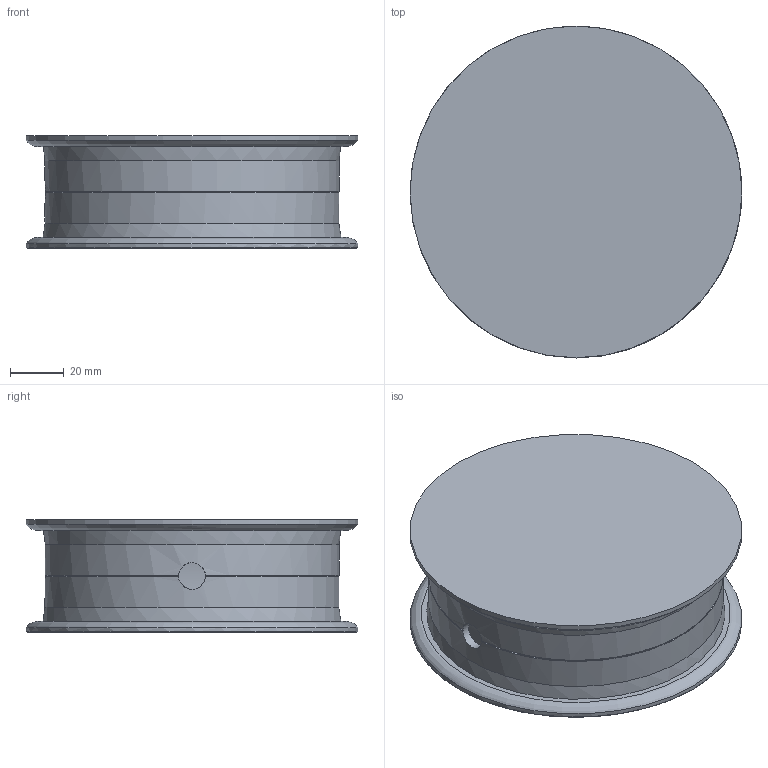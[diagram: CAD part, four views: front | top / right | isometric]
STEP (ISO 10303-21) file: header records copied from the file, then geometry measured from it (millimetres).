
FILE_DESCRIPTION(/* description */ (''),/* implementation_level */ '2;1');
FILE_NAME(/* name */ '7Rim_diy.step',/* time_stamp */ '2021-10-18T12:51:04-07:00',/* author */ (''),/* organization */ (''),/* preprocessor_version */ 'ST-DEVELOPER v18.1',/* originating_system */ 'Autodesk Translation Framework v10.10.0.1391',/* authorisation */ '');
FILE_SCHEMA (('AUTOMOTIVE_DESIGN { 1 0 10303 214 3 1 1 }'));
Length unit declared in the file: millimetre
Products named in the file (2): 7Rim_diy; Outer_rim
Assembly tree (1 placements, depth 2):
  7Rim_diy
    Outer_rim
Bounding box: 124 x 124 x 42 mm (x, y, z)
Volume: 418644.1 mm3; surface area: 42641.5 mm2
Topology: 1 solids, 1 shells, 17 faces, 39 edges, 26 vertices
Faces by surface type: cone 6, cylinder 5, plane 4, torus 2
Full cylindrical faces by diameter (mm): 10 x1, 110 x1, 124 x2
Entity records: 625 total; most frequent: CARTESIAN_POINT 160, DIRECTION 96, ORIENTED_EDGE 78, AXIS2_PLACEMENT_3D 44, EDGE_CURVE 39, VERTEX_POINT 26, CIRCLE 24, EDGE_LOOP 19
